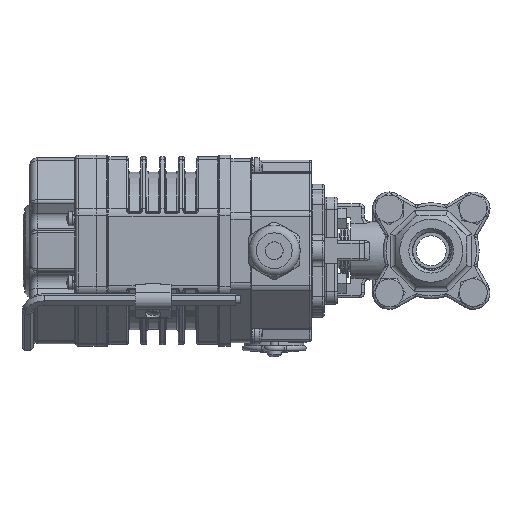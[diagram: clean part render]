
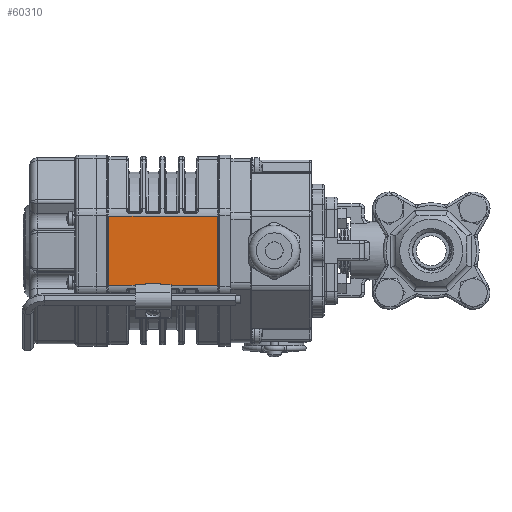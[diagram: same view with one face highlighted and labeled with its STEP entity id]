
A CAD part, left-side view. The second image highlights one B-rep face of the part: STEP entity #60310.
In plain terms, the highlighted planar face has unit normal (-1, 0, 0).
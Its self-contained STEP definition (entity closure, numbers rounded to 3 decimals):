
#15263=ORIENTED_EDGE('',*,*,#26621,.T.);
#15264=ORIENTED_EDGE('',*,*,#25642,.T.);
#15265=ORIENTED_EDGE('',*,*,#26622,.T.);
#15266=ORIENTED_EDGE('',*,*,#25610,.T.);
#25610=EDGE_CURVE('',#32117,#32116,#36114,.T.);
#25642=EDGE_CURVE('',#32133,#32132,#36122,.T.);
#26621=EDGE_CURVE('',#32116,#32133,#36546,.T.);
#26622=EDGE_CURVE('',#32132,#32117,#36547,.T.);
#32116=VERTEX_POINT('',#128308);
#32117=VERTEX_POINT('',#128312);
#32132=VERTEX_POINT('',#128372);
#32133=VERTEX_POINT('',#128376);
#36114=LINE('',#128313,#39229);
#36122=LINE('',#128377,#39237);
#36546=LINE('',#131635,#39661);
#36547=LINE('',#131636,#39662);
#39229=VECTOR('',#73163,1000.);
#39237=VECTOR('',#73251,1000.);
#39661=VECTOR('',#75399,1000.);
#39662=VECTOR('',#75400,1000.);
#42891=EDGE_LOOP('',(#15263,#15264,#15265,#15266));
#46568=FACE_BOUND('',#42891,.T.);
#48920=PLANE('',#64791);
#60310=ADVANCED_FACE('',(#46568),#48920,.F.);
#64791=AXIS2_PLACEMENT_3D('',#131634,#75397,#75398);
#73163=DIRECTION('',(0.,0.,-1.));
#73251=DIRECTION('',(0.,0.,1.));
#75397=DIRECTION('',(1.,0.,0.));
#75398=DIRECTION('',(0.,0.,-1.));
#75399=DIRECTION('',(0.,-1.,0.));
#75400=DIRECTION('',(0.,1.,0.));
#128308=CARTESIAN_POINT('',(-36.75,21.25,-13.565));
#128312=CARTESIAN_POINT('',(-36.75,21.25,13.565));
#128313=CARTESIAN_POINT('',(-36.75,21.25,-13.565));
#128372=CARTESIAN_POINT('',(-36.75,-21.25,13.565));
#128376=CARTESIAN_POINT('',(-36.75,-21.25,-13.565));
#128377=CARTESIAN_POINT('',(-36.75,-21.25,13.565));
#131634=CARTESIAN_POINT('',(-36.75,26.25,-15.222));
#131635=CARTESIAN_POINT('',(-36.75,26.25,-13.565));
#131636=CARTESIAN_POINT('',(-36.75,26.25,13.565));
